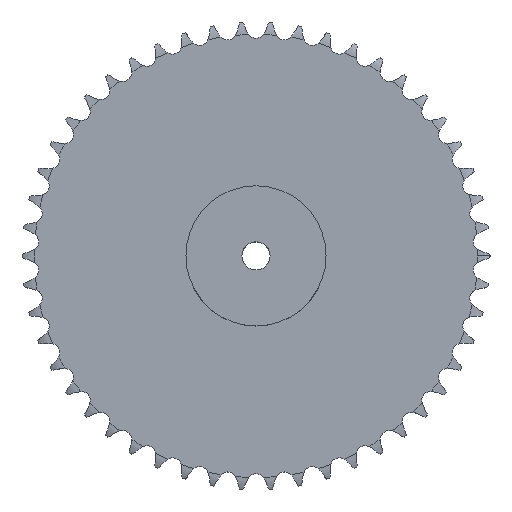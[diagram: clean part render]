
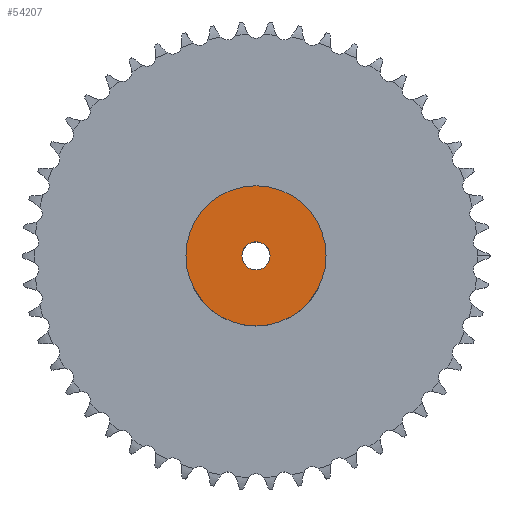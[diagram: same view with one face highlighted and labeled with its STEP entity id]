
A CAD part, top view. The second image highlights one B-rep face of the part: STEP entity #54207.
In plain terms, the highlighted planar face has unit normal (0, 0, 1).
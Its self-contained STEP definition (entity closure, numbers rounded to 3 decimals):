
#5892 = CYLINDRICAL_SURFACE('',#5893,62.5);
#5893 = AXIS2_PLACEMENT_3D('',#5894,#5895,#5896);
#5894 = CARTESIAN_POINT('',(0.,0.,0.));
#5895 = DIRECTION('',(-0.,-0.,-1.));
#5896 = DIRECTION('',(1.,0.,0.));
#33652 = VERTEX_POINT('',#33653);
#33653 = CARTESIAN_POINT('',(62.5,0.,70.));
#33674 = EDGE_CURVE('',#33652,#33652,#33675,.T.);
#33675 = SURFACE_CURVE('',#33676,(#33681,#33688),.PCURVE_S1.);
#33676 = CIRCLE('',#33677,62.5);
#33677 = AXIS2_PLACEMENT_3D('',#33678,#33679,#33680);
#33678 = CARTESIAN_POINT('',(0.,0.,70.));
#33679 = DIRECTION('',(0.,0.,1.));
#33680 = DIRECTION('',(1.,0.,0.));
#33681 = PCURVE('',#5892,#33682);
#33682 = DEFINITIONAL_REPRESENTATION('',(#33683),#33687);
#33683 = LINE('',#33684,#33685);
#33684 = CARTESIAN_POINT('',(-0.,-70.));
#33685 = VECTOR('',#33686,1.);
#33686 = DIRECTION('',(-1.,0.));
#33687 = ( GEOMETRIC_REPRESENTATION_CONTEXT(2) 
PARAMETRIC_REPRESENTATION_CONTEXT() REPRESENTATION_CONTEXT('2D SPACE',''
  ) );
#33688 = PCURVE('',#33689,#33694);
#33689 = PLANE('',#33690);
#33690 = AXIS2_PLACEMENT_3D('',#33691,#33692,#33693);
#33691 = CARTESIAN_POINT('',(0.,0.,70.)
  );
#33692 = DIRECTION('',(0.,0.,1.));
#33693 = DIRECTION('',(1.,0.,0.));
#33694 = DEFINITIONAL_REPRESENTATION('',(#33695),#33699);
#33695 = CIRCLE('',#33696,62.5);
#33696 = AXIS2_PLACEMENT_2D('',#33697,#33698);
#33697 = CARTESIAN_POINT('',(0.,0.));
#33698 = DIRECTION('',(1.,0.));
#33699 = ( GEOMETRIC_REPRESENTATION_CONTEXT(2) 
PARAMETRIC_REPRESENTATION_CONTEXT() REPRESENTATION_CONTEXT('2D SPACE',''
  ) );
#45888 = CYLINDRICAL_SURFACE('',#45889,12.5);
#45889 = AXIS2_PLACEMENT_3D('',#45890,#45891,#45892);
#45890 = CARTESIAN_POINT('',(0.,0.,621.254));
#45891 = DIRECTION('',(0.,0.,1.));
#45892 = DIRECTION('',(1.,0.,0.));
#54207 = ADVANCED_FACE('',(#54208,#54211),#33689,.T.);
#54208 = FACE_BOUND('',#54209,.T.);
#54209 = EDGE_LOOP('',(#54210));
#54210 = ORIENTED_EDGE('',*,*,#33674,.T.);
#54211 = FACE_BOUND('',#54212,.T.);
#54212 = EDGE_LOOP('',(#54213));
#54213 = ORIENTED_EDGE('',*,*,#54214,.F.);
#54214 = EDGE_CURVE('',#54215,#54215,#54217,.T.);
#54215 = VERTEX_POINT('',#54216);
#54216 = CARTESIAN_POINT('',(12.5,0.,70.));
#54217 = SURFACE_CURVE('',#54218,(#54223,#54230),.PCURVE_S1.);
#54218 = CIRCLE('',#54219,12.5);
#54219 = AXIS2_PLACEMENT_3D('',#54220,#54221,#54222);
#54220 = CARTESIAN_POINT('',(0.,0.,70.));
#54221 = DIRECTION('',(0.,0.,1.));
#54222 = DIRECTION('',(1.,0.,0.));
#54223 = PCURVE('',#33689,#54224);
#54224 = DEFINITIONAL_REPRESENTATION('',(#54225),#54229);
#54225 = CIRCLE('',#54226,12.5);
#54226 = AXIS2_PLACEMENT_2D('',#54227,#54228);
#54227 = CARTESIAN_POINT('',(0.,0.));
#54228 = DIRECTION('',(1.,0.));
#54229 = ( GEOMETRIC_REPRESENTATION_CONTEXT(2) 
PARAMETRIC_REPRESENTATION_CONTEXT() REPRESENTATION_CONTEXT('2D SPACE',''
  ) );
#54230 = PCURVE('',#45888,#54231);
#54231 = DEFINITIONAL_REPRESENTATION('',(#54232),#54236);
#54232 = LINE('',#54233,#54234);
#54233 = CARTESIAN_POINT('',(0.,-551.254));
#54234 = VECTOR('',#54235,1.);
#54235 = DIRECTION('',(1.,0.));
#54236 = ( GEOMETRIC_REPRESENTATION_CONTEXT(2) 
PARAMETRIC_REPRESENTATION_CONTEXT() REPRESENTATION_CONTEXT('2D SPACE',''
  ) );
